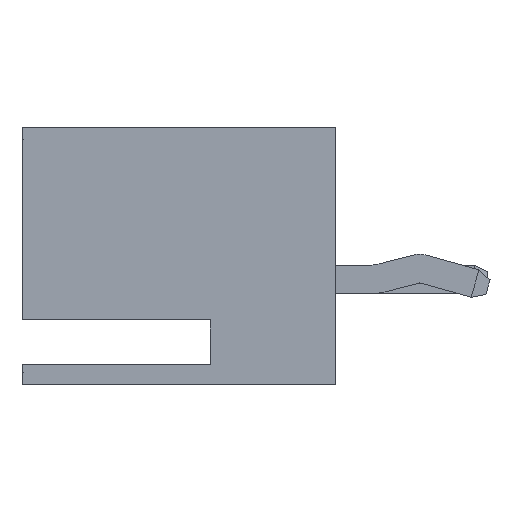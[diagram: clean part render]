
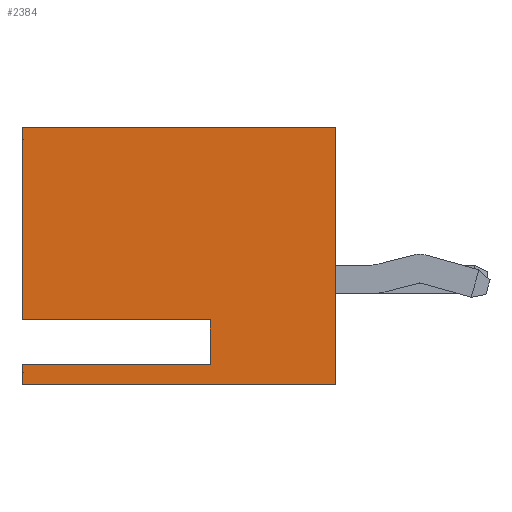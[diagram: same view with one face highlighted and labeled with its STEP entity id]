
A CAD part, left-side view. The second image highlights one B-rep face of the part: STEP entity #2384.
In plain terms, the highlighted planar face has unit normal (-1, 0, 0).
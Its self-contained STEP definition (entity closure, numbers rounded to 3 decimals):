
#26=DIRECTION('',(0.,-1.,0.));
#27=VECTOR('',#26,7.);
#28=CARTESIAN_POINT('',(-16.25,3.5,-2.875));
#29=LINE('',#28,#27);
#298=DIRECTION('',(0.,-1.,0.));
#299=VECTOR('',#298,4.2);
#300=CARTESIAN_POINT('',(-16.25,3.5,-1.425));
#301=LINE('',#300,#299);
#302=DIRECTION('',(0.,0.,1.));
#303=VECTOR('',#302,4.3);
#304=CARTESIAN_POINT('',(-16.25,3.5,-1.425));
#305=LINE('',#304,#303);
#306=DIRECTION('',(0.,0.,1.));
#307=VECTOR('',#306,0.45);
#308=CARTESIAN_POINT('',(-16.25,3.5,-2.875));
#309=LINE('',#308,#307);
#310=DIRECTION('',(0.,-1.,0.));
#311=VECTOR('',#310,4.2);
#312=CARTESIAN_POINT('',(-16.25,3.5,-2.425));
#313=LINE('',#312,#311);
#314=DIRECTION('',(0.,0.,-1.));
#315=VECTOR('',#314,1.);
#316=CARTESIAN_POINT('',(-16.25,-0.7,-1.425));
#317=LINE('',#316,#315);
#326=DIRECTION('',(0.,-1.,0.));
#327=VECTOR('',#326,7.);
#328=CARTESIAN_POINT('',(-16.25,3.5,2.875));
#329=LINE('',#328,#327);
#614=DIRECTION('',(0.,0.,1.));
#615=VECTOR('',#614,5.75);
#616=CARTESIAN_POINT('',(-16.25,-3.5,-2.875));
#617=LINE('',#616,#615);
#1578=CARTESIAN_POINT('',(-16.25,3.5,-2.875));
#1579=CARTESIAN_POINT('',(-16.25,-3.5,-2.875));
#1580=VERTEX_POINT('',#1578);
#1581=VERTEX_POINT('',#1579);
#1586=CARTESIAN_POINT('',(-16.25,3.5,2.875));
#1587=CARTESIAN_POINT('',(-16.25,-3.5,2.875));
#1588=VERTEX_POINT('',#1586);
#1589=VERTEX_POINT('',#1587);
#1598=CARTESIAN_POINT('',(-16.25,3.5,-1.425));
#1599=CARTESIAN_POINT('',(-16.25,-0.7,-1.425));
#1600=VERTEX_POINT('',#1598);
#1601=VERTEX_POINT('',#1599);
#1602=CARTESIAN_POINT('',(-16.25,-0.7,-2.425));
#1603=VERTEX_POINT('',#1602);
#1604=CARTESIAN_POINT('',(-16.25,3.5,-2.425));
#1605=VERTEX_POINT('',#1604);
#2365=CARTESIAN_POINT('',(-16.25,3.5,-2.875));
#2366=DIRECTION('',(-1.,0.,0.));
#2367=DIRECTION('',(0.,-1.,0.));
#2368=AXIS2_PLACEMENT_3D('',#2365,#2366,#2367);
#2369=PLANE('',#2368);
#2370=ORIENTED_EDGE('',*,*,#2336,.F.);
#2371=ORIENTED_EDGE('',*,*,#2266,.T.);
#2373=ORIENTED_EDGE('',*,*,#2372,.T.);
#2375=ORIENTED_EDGE('',*,*,#2374,.F.);
#2376=ORIENTED_EDGE('',*,*,#2119,.F.);
#2377=ORIENTED_EDGE('',*,*,#2306,.T.);
#2379=ORIENTED_EDGE('',*,*,#2378,.T.);
#2381=ORIENTED_EDGE('',*,*,#2380,.F.);
#2382=EDGE_LOOP('',(#2370,#2371,#2373,#2375,#2376,#2377,#2379,#2381));
#2383=FACE_OUTER_BOUND('',#2382,.F.);
#2384=ADVANCED_FACE('',(#2383),#2369,.T.);
#2119=EDGE_CURVE('',#1580,#1581,#29,.T.);
#2266=EDGE_CURVE('',#1600,#1588,#305,.T.);
#2306=EDGE_CURVE('',#1580,#1605,#309,.T.);
#2336=EDGE_CURVE('',#1600,#1601,#301,.T.);
#2372=EDGE_CURVE('',#1588,#1589,#329,.T.);
#2374=EDGE_CURVE('',#1581,#1589,#617,.T.);
#2378=EDGE_CURVE('',#1605,#1603,#313,.T.);
#2380=EDGE_CURVE('',#1601,#1603,#317,.T.);
